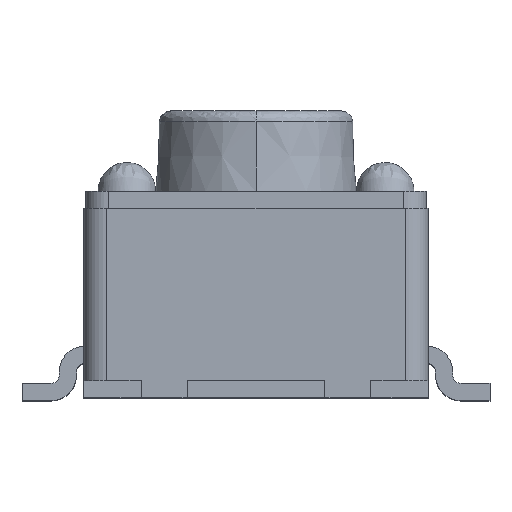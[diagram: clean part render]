
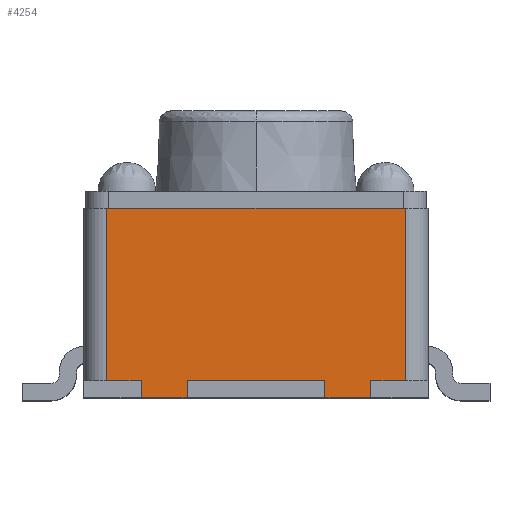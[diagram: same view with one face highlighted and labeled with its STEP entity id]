
A CAD part, top view. The second image highlights one B-rep face of the part: STEP entity #4254.
In plain terms, the highlighted planar face has unit normal (0, 0, 1).
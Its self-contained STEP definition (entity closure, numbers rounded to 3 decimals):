
#176 = LINE ( 'NONE', #178, #1513 ) ;
#178 = CARTESIAN_POINT ( 'NONE',  ( 2., 0.3, 3. ) ) ;
#179 = DIRECTION ( 'NONE',  ( 0., -1., 0. ) ) ;
#200 = LINE ( 'NONE', #219, #2256 ) ;
#219 = CARTESIAN_POINT ( 'NONE',  ( -2., 0.3, 3. ) ) ;
#220 = DIRECTION ( 'NONE',  ( 0., 1., 0. ) ) ;
#338 = CARTESIAN_POINT ( 'NONE',  ( -3., 3.3, 3. ) ) ;
#341 = PLANE ( 'NONE',  #2226 ) ;
#346 = FACE_OUTER_BOUND ( 'NONE', #1908, .T. ) ;
#348 = DIRECTION ( 'NONE',  ( 0., 0., -1. ) ) ;
#349 = DIRECTION ( 'NONE',  ( -1., 0., 0. ) ) ;
#604 = LINE ( 'NONE', #610, #3950 ) ;
#610 = CARTESIAN_POINT ( 'NONE',  ( -3., 0.3, 3. ) ) ;
#611 = DIRECTION ( 'NONE',  ( -1., 0., 0. ) ) ;
#612 = LINE ( 'NONE', #613, #3954 ) ;
#613 = CARTESIAN_POINT ( 'NONE',  ( -2.6, 3.3, 3. ) ) ;
#614 = DIRECTION ( 'NONE',  ( 0., 1., 0. ) ) ;
#615 = LINE ( 'NONE', #616, #3960 ) ;
#616 = CARTESIAN_POINT ( 'NONE',  ( 2.6, 3.3, 3. ) ) ;
#629 = DIRECTION ( 'NONE',  ( 0., -1., 0. ) ) ;
#638 = LINE ( 'NONE', #639, #3965 ) ;
#639 = CARTESIAN_POINT ( 'NONE',  ( -3., 3.3, 3. ) ) ;
#640 = DIRECTION ( 'NONE',  ( 1., 0., 0. ) ) ;
#1070 = LINE ( 'NONE', #1071, #3850 ) ;
#1071 = CARTESIAN_POINT ( 'NONE',  ( -3., 0., 3. ) ) ;
#1072 = DIRECTION ( 'NONE',  ( 1., 0., 0. ) ) ;
#1080 = LINE ( 'NONE', #1081, #3855 ) ;
#1081 = CARTESIAN_POINT ( 'NONE',  ( -3., 0., 3. ) ) ;
#1082 = DIRECTION ( 'NONE',  ( 1., 0., 0. ) ) ;
#1250 = LINE ( 'NONE', #1251, #3921 ) ;
#1251 = CARTESIAN_POINT ( 'NONE',  ( 0., 0.3, 3. ) ) ;
#1252 = DIRECTION ( 'NONE',  ( -1., 0., 0. ) ) ;
#1513 = VECTOR ( 'NONE', #179, 1000. ) ;
#1620 = CARTESIAN_POINT ( 'NONE',  ( 2.6, 3.3, 3. ) ) ;
#1630 = CARTESIAN_POINT ( 'NONE',  ( -2.6, 3.3, 3. ) ) ;
#1644 = CARTESIAN_POINT ( 'NONE',  ( -2.6, 0.3, 3. ) ) ;
#1671 = CARTESIAN_POINT ( 'NONE',  ( 2.6, 0.3, 3. ) ) ;
#1675 = CARTESIAN_POINT ( 'NONE',  ( 1.2, 0.3, 3. ) ) ;
#1688 = CARTESIAN_POINT ( 'NONE',  ( -1.2, 0.3, 3. ) ) ;
#1722 = CARTESIAN_POINT ( 'NONE',  ( -2., 0.3, 3. ) ) ;
#1738 = CARTESIAN_POINT ( 'NONE',  ( 2., 0.3, 3. ) ) ;
#1750 = VERTEX_POINT ( 'NONE', #1738 ) ;
#1769 = VERTEX_POINT ( 'NONE', #1722 ) ;
#1793 = VERTEX_POINT ( 'NONE', #1688 ) ;
#1803 = VERTEX_POINT ( 'NONE', #1675 ) ;
#1807 = VERTEX_POINT ( 'NONE', #1671 ) ;
#1826 = VERTEX_POINT ( 'NONE', #1644 ) ;
#1837 = VERTEX_POINT ( 'NONE', #1630 ) ;
#1843 = VERTEX_POINT ( 'NONE', #1620 ) ;
#1871 = VERTEX_POINT ( 'NONE', #3743 ) ;
#1908 = EDGE_LOOP ( 'NONE', ( #2319, #2318, #2317, #2316, #2315, #2314, #2313, #2312, #2311, #2310, #2309, #2308 ) ) ;
#2226 = AXIS2_PLACEMENT_3D ( 'NONE', #338, #348, #349 ) ;
#2256 = VECTOR ( 'NONE', #220, 1000. ) ;
#2308 = ORIENTED_EDGE ( 'NONE', *, *, #4027, .F. ) ;
#2309 = ORIENTED_EDGE ( 'NONE', *, *, #4375, .F. ) ;
#2310 = ORIENTED_EDGE ( 'NONE', *, *, #4032, .F. ) ;
#2311 = ORIENTED_EDGE ( 'NONE', *, *, #4291, .T. ) ;
#2312 = ORIENTED_EDGE ( 'NONE', *, *, #4231, .F. ) ;
#2313 = ORIENTED_EDGE ( 'NONE', *, *, #4352, .F. ) ;
#2314 = ORIENTED_EDGE ( 'NONE', *, *, #4376, .F. ) ;
#2315 = ORIENTED_EDGE ( 'NONE', *, *, #4385, .F. ) ;
#2316 = ORIENTED_EDGE ( 'NONE', *, *, #4381, .F. ) ;
#2317 = ORIENTED_EDGE ( 'NONE', *, *, #4021, .F. ) ;
#2318 = ORIENTED_EDGE ( 'NONE', *, *, #4217, .F. ) ;
#2319 = ORIENTED_EDGE ( 'NONE', *, *, #4295, .T. ) ;
#2757 = VECTOR ( 'NONE', #3176, 1000. ) ;
#2769 = VECTOR ( 'NONE', #3161, 1000. ) ;
#2780 = VECTOR ( 'NONE', #3196, 1000. ) ;
#3161 = DIRECTION ( 'NONE',  ( 0., -1., 0. ) ) ;
#3163 = CARTESIAN_POINT ( 'NONE',  ( -1.2, 0.3, 3. ) ) ;
#3176 = DIRECTION ( 'NONE',  ( 0., 1., 0. ) ) ;
#3177 = LINE ( 'NONE', #3163, #2769 ) ;
#3178 = CARTESIAN_POINT ( 'NONE',  ( 1.2, 0.3, 3. ) ) ;
#3195 = LINE ( 'NONE', #3178, #2757 ) ;
#3196 = DIRECTION ( 'NONE',  ( -1., 0., 0. ) ) ;
#3197 = CARTESIAN_POINT ( 'NONE',  ( 0., 0.3, 3. ) ) ;
#3199 = LINE ( 'NONE', #3197, #2780 ) ;
#3222 = CARTESIAN_POINT ( 'NONE',  ( 2., 0., 3. ) ) ;
#3224 = CARTESIAN_POINT ( 'NONE',  ( -1.2, 0., 3. ) ) ;
#3593 = VERTEX_POINT ( 'NONE', #3749 ) ;
#3699 = VERTEX_POINT ( 'NONE', #3224 ) ;
#3701 = VERTEX_POINT ( 'NONE', #3222 ) ;
#3743 = CARTESIAN_POINT ( 'NONE',  ( -2., 0., 3. ) ) ;
#3749 = CARTESIAN_POINT ( 'NONE',  ( 1.2, 0., 3. ) ) ;
#3850 = VECTOR ( 'NONE', #1072, 1000. ) ;
#3855 = VECTOR ( 'NONE', #1082, 1000. ) ;
#3921 = VECTOR ( 'NONE', #1252, 1000. ) ;
#3950 = VECTOR ( 'NONE', #611, 1000. ) ;
#3954 = VECTOR ( 'NONE', #614, 1000. ) ;
#3960 = VECTOR ( 'NONE', #629, 1000. ) ;
#3965 = VECTOR ( 'NONE', #640, 1000. ) ;
#4021 = EDGE_CURVE ( 'NONE', #1807, #1750, #3199, .T. ) ;
#4027 = EDGE_CURVE ( 'NONE', #3593, #1803, #3195, .T. ) ;
#4032 = EDGE_CURVE ( 'NONE', #1793, #3699, #3177, .T. ) ;
#4217 = EDGE_CURVE ( 'NONE', #1750, #3701, #176, .T. ) ;
#4231 = EDGE_CURVE ( 'NONE', #1871, #1769, #200, .T. ) ;
#4254 = ADVANCED_FACE ( 'NONE', ( #346 ), #341, .F. ) ;
#4291 = EDGE_CURVE ( 'NONE', #1871, #3699, #1070, .T. ) ;
#4295 = EDGE_CURVE ( 'NONE', #3593, #3701, #1080, .T. ) ;
#4352 = EDGE_CURVE ( 'NONE', #1769, #1826, #1250, .T. ) ;
#4375 = EDGE_CURVE ( 'NONE', #1803, #1793, #604, .T. ) ;
#4376 = EDGE_CURVE ( 'NONE', #1826, #1837, #612, .T. ) ;
#4381 = EDGE_CURVE ( 'NONE', #1843, #1807, #615, .T. ) ;
#4385 = EDGE_CURVE ( 'NONE', #1837, #1843, #638, .T. ) ;
